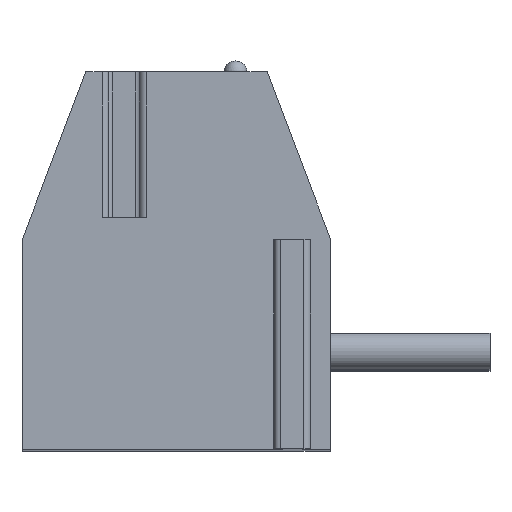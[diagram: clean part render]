
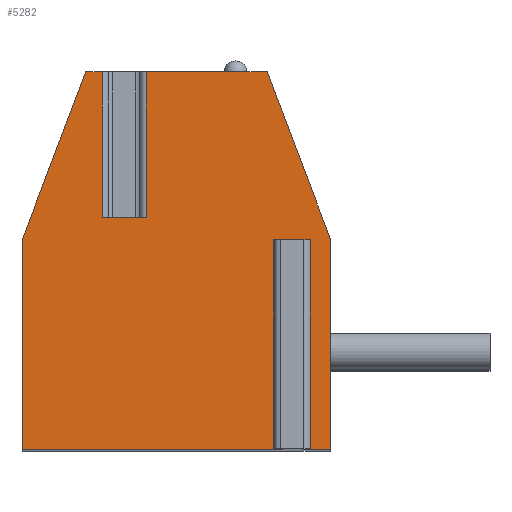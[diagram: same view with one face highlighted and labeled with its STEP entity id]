
A CAD part, top view. The second image highlights one B-rep face of the part: STEP entity #5282.
In plain terms, the highlighted planar face has unit normal (0, 0, 1).
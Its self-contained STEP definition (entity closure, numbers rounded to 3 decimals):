
#14=DIRECTION('',(0.,1.,0.));
#15=VECTOR('',#14,3.2);
#16=CARTESIAN_POINT('',(-1.636,1.,24.765));
#17=LINE('',#16,#15);
#18=DIRECTION('',(1.,0.,0.));
#19=VECTOR('',#18,0.972);
#20=CARTESIAN_POINT('',(-1.636,1.,24.765));
#21=LINE('',#20,#19);
#22=DIRECTION('',(0.,1.,0.));
#23=VECTOR('',#22,3.2);
#24=CARTESIAN_POINT('',(-0.664,1.,24.765));
#25=LINE('',#24,#23);
#26=DIRECTION('',(-1.,0.,0.));
#27=VECTOR('',#26,2.659);
#28=CARTESIAN_POINT('',(1.995,4.2,24.765));
#29=LINE('',#28,#27);
#30=DIRECTION('',(-0.355,0.935,0.));
#31=VECTOR('',#30,3.958);
#32=CARTESIAN_POINT('',(3.4,0.5,24.765));
#33=LINE('',#32,#31);
#34=DIRECTION('',(0.,1.,0.));
#35=VECTOR('',#34,4.6);
#36=CARTESIAN_POINT('',(3.4,-4.1,24.765));
#37=LINE('',#36,#35);
#38=DIRECTION('',(1.,0.,0.));
#39=VECTOR('',#38,0.625);
#40=CARTESIAN_POINT('',(2.775,-4.1,24.765));
#41=LINE('',#40,#39);
#42=DIRECTION('',(0.,1.,0.));
#43=VECTOR('',#42,4.6);
#44=CARTESIAN_POINT('',(2.775,-4.1,24.765));
#45=LINE('',#44,#43);
#46=DIRECTION('',(-1.,0.,0.));
#47=VECTOR('',#46,0.45);
#48=CARTESIAN_POINT('',(2.775,0.5,24.765));
#49=LINE('',#48,#47);
#50=DIRECTION('',(0.,1.,0.));
#51=VECTOR('',#50,4.6);
#52=CARTESIAN_POINT('',(2.325,-4.1,24.765));
#53=LINE('',#52,#51);
#54=DIRECTION('',(1.,0.,0.));
#55=VECTOR('',#54,5.725);
#56=CARTESIAN_POINT('',(-3.4,-4.1,24.765));
#57=LINE('',#56,#55);
#58=DIRECTION('',(0.,-1.,0.));
#59=VECTOR('',#58,4.6);
#60=CARTESIAN_POINT('',(-3.4,0.5,24.765));
#61=LINE('',#60,#59);
#62=DIRECTION('',(-0.355,-0.935,0.));
#63=VECTOR('',#62,3.958);
#64=CARTESIAN_POINT('',(-1.995,4.2,24.765));
#65=LINE('',#64,#63);
#66=DIRECTION('',(-1.,0.,0.));
#67=VECTOR('',#66,0.359);
#68=CARTESIAN_POINT('',(-1.636,4.2,24.765));
#69=LINE('',#68,#67);
#4145=CARTESIAN_POINT('',(-1.995,4.2,24.765));
#4146=CARTESIAN_POINT('',(-3.4,0.5,24.765));
#4147=VERTEX_POINT('',#4145);
#4148=VERTEX_POINT('',#4146);
#4149=CARTESIAN_POINT('',(-3.4,-4.1,24.765));
#4150=VERTEX_POINT('',#4149);
#4151=CARTESIAN_POINT('',(3.4,-4.1,24.765));
#4152=CARTESIAN_POINT('',(3.4,0.5,24.765));
#4153=VERTEX_POINT('',#4151);
#4154=VERTEX_POINT('',#4152);
#4155=CARTESIAN_POINT('',(1.995,4.2,24.765));
#4156=VERTEX_POINT('',#4155);
#4193=CARTESIAN_POINT('',(2.775,0.5,24.765));
#4194=CARTESIAN_POINT('',(2.325,0.5,24.765));
#4195=VERTEX_POINT('',#4193);
#4196=VERTEX_POINT('',#4194);
#4197=CARTESIAN_POINT('',(2.325,-4.1,24.765));
#4198=VERTEX_POINT('',#4197);
#4199=CARTESIAN_POINT('',(2.775,-4.1,24.765));
#4200=VERTEX_POINT('',#4199);
#4261=CARTESIAN_POINT('',(-1.636,1.,24.765));
#4262=CARTESIAN_POINT('',(-1.636,4.2,24.765));
#4263=VERTEX_POINT('',#4261);
#4264=VERTEX_POINT('',#4262);
#4265=CARTESIAN_POINT('',(-0.664,1.,24.765));
#4266=CARTESIAN_POINT('',(-0.664,4.2,24.765));
#4267=VERTEX_POINT('',#4265);
#4268=VERTEX_POINT('',#4266);
#5247=CARTESIAN_POINT('',(0.,0.,24.765));
#5248=DIRECTION('',(0.,0.,1.));
#5249=DIRECTION('',(1.,0.,0.));
#5250=AXIS2_PLACEMENT_3D('',#5247,#5248,#5249);
#5251=PLANE('',#5250);
#5253=ORIENTED_EDGE('',*,*,#5252,.F.);
#5255=ORIENTED_EDGE('',*,*,#5254,.T.);
#5257=ORIENTED_EDGE('',*,*,#5256,.T.);
#5259=ORIENTED_EDGE('',*,*,#5258,.F.);
#5261=ORIENTED_EDGE('',*,*,#5260,.F.);
#5263=ORIENTED_EDGE('',*,*,#5262,.F.);
#5265=ORIENTED_EDGE('',*,*,#5264,.F.);
#5267=ORIENTED_EDGE('',*,*,#5266,.T.);
#5269=ORIENTED_EDGE('',*,*,#5268,.T.);
#5271=ORIENTED_EDGE('',*,*,#5270,.F.);
#5273=ORIENTED_EDGE('',*,*,#5272,.F.);
#5275=ORIENTED_EDGE('',*,*,#5274,.F.);
#5277=ORIENTED_EDGE('',*,*,#5276,.F.);
#5279=ORIENTED_EDGE('',*,*,#5278,.F.);
#5280=EDGE_LOOP('',(#5253,#5255,#5257,#5259,#5261,#5263,#5265,#5267,#5269,#5271,
#5273,#5275,#5277,#5279));
#5281=FACE_OUTER_BOUND('',#5280,.F.);
#5252=EDGE_CURVE('',#4263,#4264,#17,.T.);
#5254=EDGE_CURVE('',#4263,#4267,#21,.T.);
#5256=EDGE_CURVE('',#4267,#4268,#25,.T.);
#5258=EDGE_CURVE('',#4156,#4268,#29,.T.);
#5260=EDGE_CURVE('',#4154,#4156,#33,.T.);
#5262=EDGE_CURVE('',#4153,#4154,#37,.T.);
#5264=EDGE_CURVE('',#4200,#4153,#41,.T.);
#5266=EDGE_CURVE('',#4200,#4195,#45,.T.);
#5268=EDGE_CURVE('',#4195,#4196,#49,.T.);
#5270=EDGE_CURVE('',#4198,#4196,#53,.T.);
#5272=EDGE_CURVE('',#4150,#4198,#57,.T.);
#5274=EDGE_CURVE('',#4148,#4150,#61,.T.);
#5276=EDGE_CURVE('',#4147,#4148,#65,.T.);
#5278=EDGE_CURVE('',#4264,#4147,#69,.T.);
#5282=ADVANCED_FACE('',(#5281),#5251,.T.);
